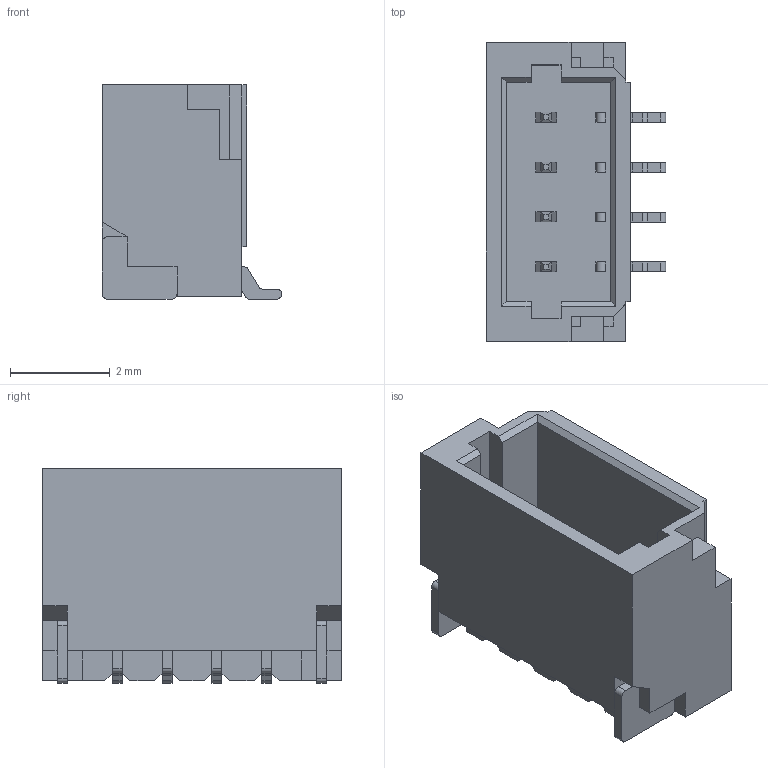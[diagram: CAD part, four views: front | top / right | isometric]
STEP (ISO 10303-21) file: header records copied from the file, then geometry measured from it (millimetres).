
FILE_DESCRIPTION(('FreeCAD Model'),'2;1');
FILE_NAME('Open CASCADE Shape Model','2022-07-29T04:17:55',('Author'),( ''),'Open CASCADE STEP processor 7.5','FreeCAD','Unknown');
FILE_SCHEMA(('AUTOMOTIVE_DESIGN { 1 0 10303 214 1 1 1 1 }'));
Length unit declared in the file: millimetre
Products named in the file (8): BM04B-SRSS-TB007; BM04B-SRSS-TB; BM04B-SRSS-TB001; BM04B-SRSS-TB002; BM04B-SRSS-TB003; BM04B-SRSS-TB004; BM04B-SRSS-TB005; BM04B-SRSS-TB006
Assembly tree (7 placements, depth 2):
  BM04B-SRSS-TB007
    BM04B-SRSS-TB
    BM04B-SRSS-TB001
    BM04B-SRSS-TB002
    BM04B-SRSS-TB003
    BM04B-SRSS-TB004
    BM04B-SRSS-TB005
    BM04B-SRSS-TB006
Bounding box: 3.6 x 6 x 4.3 mm (x, y, z)
Volume: 39.7 mm3; surface area: 207.3 mm2
Topology: 7 solids, 7 shells, 251 faces, 726 edges, 482 vertices
Faces by surface type: plane 217, cylinder 34
Entity records: 17855 total; most frequent: CARTESIAN_POINT 3015, DIRECTION 2748, LINE 2042, VECTOR 2042, ORIENTED_EDGE 1452, PCURVE 1452, DEFINITIONAL_REPRESENTATION 1452, EDGE_CURVE 726
